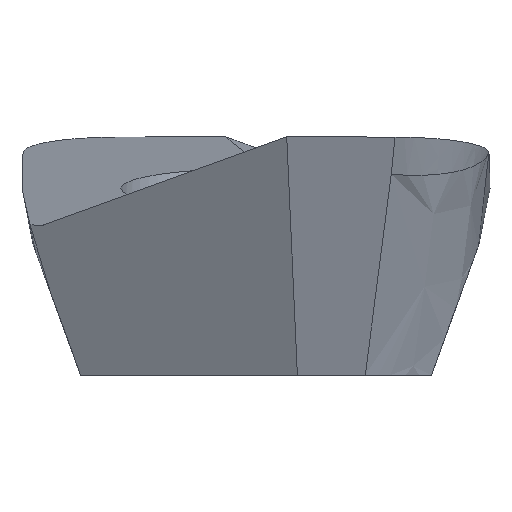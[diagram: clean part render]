
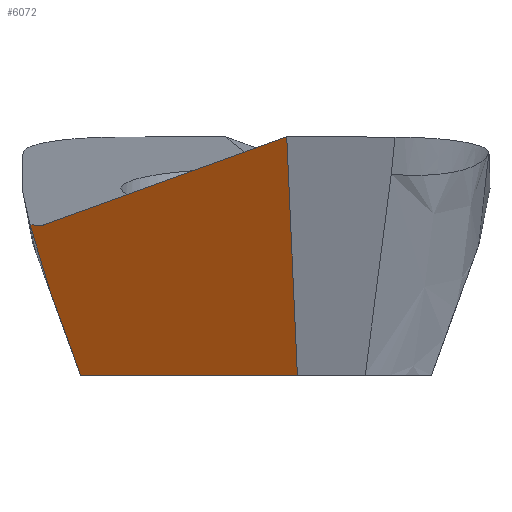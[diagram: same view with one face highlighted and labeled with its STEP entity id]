
A CAD part, front view. The second image highlights one B-rep face of the part: STEP entity #6072.
In plain terms, the highlighted planar face has unit normal (-0.243, -0.908, -0.342).
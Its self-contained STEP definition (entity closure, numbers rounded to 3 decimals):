
#2524=DIRECTION('',(-0.966,0.259,0.));
#2525=VECTOR('',#2524,4.479);
#2526=CARTESIAN_POINT('',(0.826,-5.264,-4.76));
#2527=LINE('',#2526,#2525);
#2656=CARTESIAN_POINT('',(-4.088,-4.556,
-3.144));
#2682=DIRECTION('',(0.042,0.342,-0.939));
#2683=VECTOR('',#2682,5.071);
#2684=CARTESIAN_POINT('',(0.613,-7.,0.));
#2685=LINE('',#2684,#2683);
#2689=DIRECTION('',(0.331,0.254,-0.909));
#2690=VECTOR('',#2689,1.778);
#2691=CARTESIAN_POINT('',(-4.088,-4.556,
-3.144));
#2692=LINE('',#2691,#2690);
#2696=CARTESIAN_POINT('',(-4.513,-4.964,
-1.759));
#2697=CARTESIAN_POINT('',(-4.44,-4.896,
-1.99));
#2698=CARTESIAN_POINT('',(-4.296,-4.761,
-2.452));
#2699=CARTESIAN_POINT('',(-4.157,-4.624,
-2.913));
#2700=CARTESIAN_POINT('',(-4.088,-4.556,
-3.144));
#2705=DIRECTION('',(0.969,-0.246,-0.036));
#2706=VECTOR('',#2705,0.257);
#2707=CARTESIAN_POINT('',(-4.513,-4.964,
-1.759));
#2708=LINE('',#2707,#2706);
#2730=DIRECTION('',(-0.879,0.355,-0.319));
#2731=VECTOR('',#2730,5.55);
#2732=CARTESIAN_POINT('',(0.613,-7.,0.));
#2733=LINE('',#2732,#2731);
#3009=CARTESIAN_POINT('',(-3.5,-4.104,-4.76));
#3011=VERTEX_POINT('',#3009);
#3018=VERTEX_POINT('',#2656);
#3021=CARTESIAN_POINT('',(0.826,-5.264,-4.76));
#3022=VERTEX_POINT('',#3021);
#3034=CARTESIAN_POINT('',(0.613,-7.,0.));
#3036=VERTEX_POINT('',#3034);
#3043=CARTESIAN_POINT('',(-4.513,-4.964,
-1.759));
#3044=CARTESIAN_POINT('',(-4.264,-5.027,
-1.768));
#3045=VERTEX_POINT('',#3043);
#3046=VERTEX_POINT('',#3044);
#6057=CARTESIAN_POINT('',(0.729,-7.031,0.));
#6058=DIRECTION('',(0.243,0.908,0.342));
#6059=DIRECTION('',(-0.966,0.259,0.));
#6060=AXIS2_PLACEMENT_3D('',#6057,#6058,#6059);
#6061=PLANE('',#6060);
#6063=ORIENTED_EDGE('',*,*,#6062,.F.);
#6065=ORIENTED_EDGE('',*,*,#6064,.T.);
#6066=ORIENTED_EDGE('',*,*,#5932,.T.);
#6067=ORIENTED_EDGE('',*,*,#5963,.F.);
#6068=ORIENTED_EDGE('',*,*,#6049,.F.);
#6069=ORIENTED_EDGE('',*,*,#3347,.T.);
#6070=EDGE_LOOP('',(#6063,#6065,#6066,#6067,#6068,#6069));
#6071=FACE_OUTER_BOUND('',#6070,.F.);
#2701=B_SPLINE_CURVE_WITH_KNOTS('',3,(#2696,#2697,#2698,#2699,#2700),
.UNSPECIFIED.,.F.,.F.,(4,1,4),(0.,0.5,1.),.UNSPECIFIED.);
#3347=EDGE_CURVE('',#3045,#3046,#2708,.T.);
#5932=EDGE_CURVE('',#3022,#3011,#2527,.T.);
#5963=EDGE_CURVE('',#3018,#3011,#2692,.T.);
#6049=EDGE_CURVE('',#3045,#3018,#2701,.T.);
#6062=EDGE_CURVE('',#3036,#3046,#2733,.T.);
#6064=EDGE_CURVE('',#3036,#3022,#2685,.T.);
#6072=ADVANCED_FACE('',(#6071),#6061,.F.);
